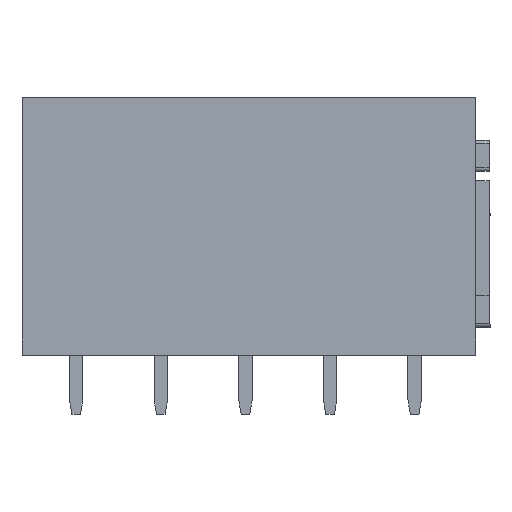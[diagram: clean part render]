
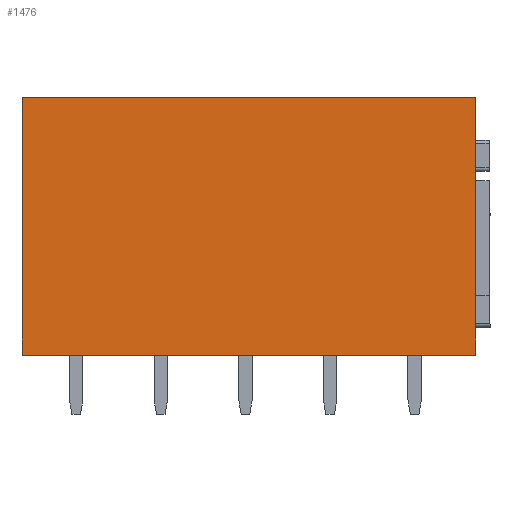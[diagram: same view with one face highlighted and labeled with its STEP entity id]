
A CAD part, front view. The second image highlights one B-rep face of the part: STEP entity #1476.
In plain terms, the highlighted planar face has unit normal (0, -1, 0).
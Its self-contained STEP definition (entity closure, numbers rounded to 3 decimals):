
#1456=AXIS2_PLACEMENT_3D('Plane Axis2P3D',#1453,#1454,#1455) ;
#199=CARTESIAN_POINT('Vertex',(26.8,0.,18.7)) ;
#202=CARTESIAN_POINT('Line Origine',(26.8,0.,11.1)) ;
#206=CARTESIAN_POINT('Vertex',(26.8,0.,3.5)) ;
#887=CARTESIAN_POINT('Vertex',(0.,0.,18.7)) ;
#890=CARTESIAN_POINT('Line Origine',(13.4,0.,18.7)) ;
#1453=CARTESIAN_POINT('Axis2P3D Location',(0.,0.,18.7)) ;
#1458=CARTESIAN_POINT('Line Origine',(0.,0.,11.1)) ;
#1462=CARTESIAN_POINT('Vertex',(0.,0.,3.5)) ;
#1465=CARTESIAN_POINT('Line Origine',(13.4,0.,3.5)) ;
#203=DIRECTION('Vector Direction',(0.,0.,-1.)) ;
#891=DIRECTION('Vector Direction',(1.,0.,0.)) ;
#1454=DIRECTION('Axis2P3D Direction',(0.,-1.,0.)) ;
#1455=DIRECTION('Axis2P3D XDirection',(0.,0.,-1.)) ;
#1459=DIRECTION('Vector Direction',(0.,0.,-1.)) ;
#1466=DIRECTION('Vector Direction',(1.,0.,0.)) ;
#204=VECTOR('Line Direction',#203,1.) ;
#892=VECTOR('Line Direction',#891,1.) ;
#1460=VECTOR('Line Direction',#1459,1.) ;
#1467=VECTOR('Line Direction',#1466,1.) ;
#1471=ORIENTED_EDGE('',*,*,#208,.T.) ;
#1472=ORIENTED_EDGE('',*,*,#894,.F.) ;
#1473=ORIENTED_EDGE('',*,*,#1464,.F.) ;
#1474=ORIENTED_EDGE('',*,*,#1469,.T.) ;
#1476=ADVANCED_FACE('Housing',(#1475),#1457,.T.) ;
#208=EDGE_CURVE('',#207,#200,#205,.F.) ;
#894=EDGE_CURVE('',#888,#200,#893,.T.) ;
#1464=EDGE_CURVE('',#1463,#888,#1461,.F.) ;
#1469=EDGE_CURVE('',#1463,#207,#1468,.T.) ;
#1470=EDGE_LOOP('',(#1471,#1472,#1473,#1474)) ;
#1475=FACE_OUTER_BOUND('',#1470,.T.) ;
#205=LINE('Line',#202,#204) ;
#893=LINE('Line',#890,#892) ;
#1461=LINE('Line',#1458,#1460) ;
#1468=LINE('Line',#1465,#1467) ;
#1457=PLANE('',#1456) ;
#200=VERTEX_POINT('',#199) ;
#207=VERTEX_POINT('',#206) ;
#888=VERTEX_POINT('',#887) ;
#1463=VERTEX_POINT('',#1462) ;
